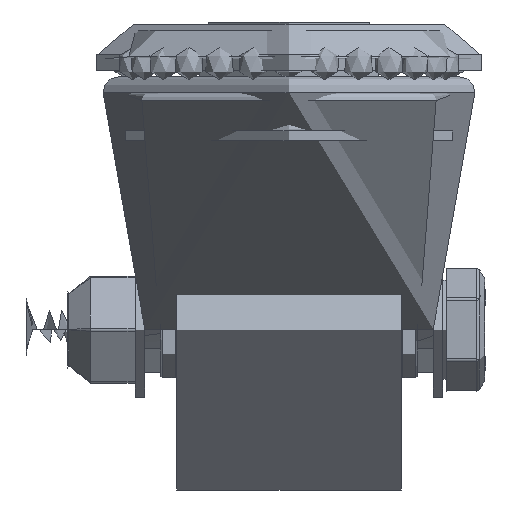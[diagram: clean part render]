
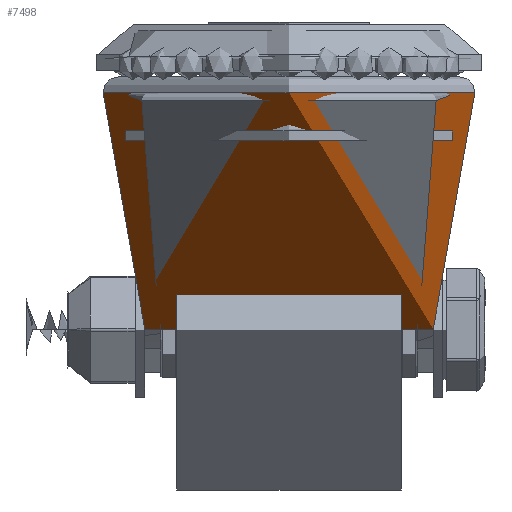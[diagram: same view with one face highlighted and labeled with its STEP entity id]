
A CAD part, left-side view. The second image highlights one B-rep face of the part: STEP entity #7498.
In plain terms, the highlighted cylindrical face has radius 29 mm (diameter 58 mm), a full revolution.
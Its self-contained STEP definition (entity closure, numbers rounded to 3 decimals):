
#95=B_SPLINE_CURVE_WITH_KNOTS('',3,(#12066,#12067,#12068,#12069,#12070,
#12071,#12072,#12073,#12074,#12075,#12076,#12077,#12078,#12079,#12080,#12081,
#12082,#12083,#12084,#12085,#12086,#12087,#12088,#12089,#12090,#12091,#12092,
#12093,#12094,#12095,#12096,#12097,#12098,#12099,#12100,#12101,#12102,#12103,
#12104,#12105,#12106,#12107,#12108,#12109,#12110,#12111,#12112,#12113,#12114,
#12115,#12116),.UNSPECIFIED.,.F.,.F.,(4,2,2,2,2,2,2,2,2,2,2,2,3,2,2,2,2,
2,2,2,2,2,2,2,4),(-7.002,-6.847,-6.109,
-5.372,-4.634,-4.029,-3.424,
-2.819,-2.214,-1.661,-1.107,
-0.554,0.,0.541,1.081,1.622,
2.162,2.78,3.398,4.016,4.634,
5.372,6.109,6.847,7.002),
 .UNSPECIFIED.);
#96=B_SPLINE_CURVE_WITH_KNOTS('',3,(#12126,#12127,#12128,#12129,#12130,
#12131,#12132,#12133,#12134,#12135,#12136,#12137),.UNSPECIFIED.,.F.,.F.,
(4,2,2,2,2,4),(-1.816,-1.768,-1.721,-1.626,
-1.487,-1.347),.UNSPECIFIED.);
#98=B_SPLINE_CURVE_WITH_KNOTS('',3,(#12155,#12156,#12157,#12158,#12159,
#12160,#12161,#12162,#12163,#12164,#12165,#12166),.UNSPECIFIED.,.F.,.F.,
(4,2,2,2,2,4),(0.,0.047,0.095,0.189,
0.329,0.469),.UNSPECIFIED.);
#1013=CYLINDRICAL_SURFACE('',#8267,29.);
#1217=FACE_OUTER_BOUND('',#1701,.T.);
#1701=EDGE_LOOP('',(#5369,#5370,#5371,#5372,#5373,#5374,#5375,#5376,#5377,
#5378));
#2215=LINE('',#12150,#2569);
#2216=LINE('',#12152,#2570);
#2217=LINE('',#12154,#2571);
#2569=VECTOR('',#9492,29.);
#2570=VECTOR('',#9495,1000.);
#2571=VECTOR('',#9496,1000.);
#2928=CIRCLE('',#8227,29.);
#2953=CIRCLE('',#8268,29.);
#2954=CIRCLE('',#8269,29.);
#3436=VERTEX_POINT('',#11781);
#3471=VERTEX_POINT('',#12063);
#3472=VERTEX_POINT('',#12065);
#3475=VERTEX_POINT('',#12123);
#3476=VERTEX_POINT('',#12125);
#3478=VERTEX_POINT('',#12147);
#3479=VERTEX_POINT('',#12148);
#3480=VERTEX_POINT('',#12153);
#4134=EDGE_CURVE('',#3436,#3436,#2928,.T.);
#4183=EDGE_CURVE('',#3472,#3471,#95,.F.);
#4188=EDGE_CURVE('',#3475,#3476,#96,.T.);
#4191=EDGE_CURVE('',#3478,#3479,#2953,.T.);
#4192=EDGE_CURVE('',#3479,#3436,#2215,.T.);
#4193=EDGE_CURVE('',#3479,#3476,#2954,.T.);
#4194=EDGE_CURVE('',#3472,#3475,#2216,.F.);
#4195=EDGE_CURVE('',#3471,#3480,#2217,.T.);
#4196=EDGE_CURVE('',#3478,#3480,#98,.F.);
#5369=ORIENTED_EDGE('',*,*,#4191,.T.);
#5370=ORIENTED_EDGE('',*,*,#4192,.T.);
#5371=ORIENTED_EDGE('',*,*,#4134,.F.);
#5372=ORIENTED_EDGE('',*,*,#4192,.F.);
#5373=ORIENTED_EDGE('',*,*,#4193,.T.);
#5374=ORIENTED_EDGE('',*,*,#4188,.F.);
#5375=ORIENTED_EDGE('',*,*,#4194,.F.);
#5376=ORIENTED_EDGE('',*,*,#4183,.T.);
#5377=ORIENTED_EDGE('',*,*,#4195,.T.);
#5378=ORIENTED_EDGE('',*,*,#4196,.F.);
#7498=ADVANCED_FACE('',(#1217),#1013,.T.);
#8227=AXIS2_PLACEMENT_3D('',#11782,#9391,#9392);
#8267=AXIS2_PLACEMENT_3D('',#12146,#9488,#9489);
#8268=AXIS2_PLACEMENT_3D('',#12149,#9490,#9491);
#8269=AXIS2_PLACEMENT_3D('',#12151,#9493,#9494);
#9391=DIRECTION('center_axis',(0.,0.,1.));
#9392=DIRECTION('ref_axis',(1.,0.,0.));
#9488=DIRECTION('center_axis',(0.,0.,-1.));
#9489=DIRECTION('ref_axis',(-1.,0.,0.));
#9490=DIRECTION('center_axis',(0.,0.,1.));
#9491=DIRECTION('ref_axis',(-1.,0.,0.));
#9492=DIRECTION('',(0.,0.,1.));
#9493=DIRECTION('center_axis',(0.,0.,1.));
#9494=DIRECTION('ref_axis',(-1.,0.,0.));
#9495=DIRECTION('',(0.,0.,-1.));
#9496=DIRECTION('',(0.,0.,1.));
#11781=CARTESIAN_POINT('',(29.,0.,-15.));
#11782=CARTESIAN_POINT('Origin',(0.,0.,
-15.));
#12063=CARTESIAN_POINT('',(18.296,-22.5,-51.894));
#12065=CARTESIAN_POINT('',(18.296,22.5,-51.894));
#12066=CARTESIAN_POINT('Ctrl Pts',(18.296,-22.5,-51.894));
#12067=CARTESIAN_POINT('Ctrl Pts',(17.968,-22.767,-51.556));
#12068=CARTESIAN_POINT('Ctrl Pts',(17.633,-23.028,-51.216));
#12069=CARTESIAN_POINT('Ctrl Pts',(15.669,-24.486,-49.248));
#12070=CARTESIAN_POINT('Ctrl Pts',(13.902,-25.534,-47.581));
#12071=CARTESIAN_POINT('Ctrl Pts',(10.159,-27.24,-44.294));
#12072=CARTESIAN_POINT('Ctrl Pts',(8.182,-27.899,-42.673));
#12073=CARTESIAN_POINT('Ctrl Pts',(4.129,-28.779,-39.581));
#12074=CARTESIAN_POINT('Ctrl Pts',(2.053,-29.,-38.112));
#12075=CARTESIAN_POINT('Ctrl Pts',(-1.683,-29.,-35.648));
#12076=CARTESIAN_POINT('Ctrl Pts',(-3.465,-28.851,-34.542));
#12077=CARTESIAN_POINT('Ctrl Pts',(-7.09,-28.18,
-32.436));
#12078=CARTESIAN_POINT('Ctrl Pts',(-8.932,-27.658,
-31.436));
#12079=CARTESIAN_POINT('Ctrl Pts',(-12.532,-26.224,-29.608));
#12080=CARTESIAN_POINT('Ctrl Pts',(-14.292,-25.311,
-28.778));
#12081=CARTESIAN_POINT('Ctrl Pts',(-17.592,-23.139,
-27.314));
#12082=CARTESIAN_POINT('Ctrl Pts',(-19.132,-21.88,
-26.68));
#12083=CARTESIAN_POINT('Ctrl Pts',(-21.764,-19.248,
-25.652));
#12084=CARTESIAN_POINT('Ctrl Pts',(-22.959,-17.818,
-25.213));
#12085=CARTESIAN_POINT('Ctrl Pts',(-25.081,-14.681,
-24.466));
#12086=CARTESIAN_POINT('Ctrl Pts',(-26.008,-12.974,
-24.158));
#12087=CARTESIAN_POINT('Ctrl Pts',(-27.503,-9.399,
-23.676));
#12088=CARTESIAN_POINT('Ctrl Pts',(-28.072,-7.526,
-23.501));
#12089=CARTESIAN_POINT('Ctrl Pts',(-28.821,-3.75,
-23.273));
#12090=CARTESIAN_POINT('Ctrl Pts',(-29.,-1.845,-23.22));
#12091=CARTESIAN_POINT('Ctrl Pts',(-29.,0.,-23.22));
#12092=CARTESIAN_POINT('Ctrl Pts',(-29.,1.802,-23.22));
#12093=CARTESIAN_POINT('Ctrl Pts',(-28.829,3.663,-23.27));
#12094=CARTESIAN_POINT('Ctrl Pts',(-28.114,7.36,-23.488));
#12095=CARTESIAN_POINT('Ctrl Pts',(-27.569,9.195,-23.656));
#12096=CARTESIAN_POINT('Ctrl Pts',(-26.137,12.706,-24.116));
#12097=CARTESIAN_POINT('Ctrl Pts',(-25.248,14.386,-24.41));
#12098=CARTESIAN_POINT('Ctrl Pts',(-23.212,17.483,-25.122));
#12099=CARTESIAN_POINT('Ctrl Pts',(-22.064,18.9,-25.54));
#12100=CARTESIAN_POINT('Ctrl Pts',(-19.472,21.582,-26.543));
#12101=CARTESIAN_POINT('Ctrl Pts',(-17.917,22.893,-27.177));
#12102=CARTESIAN_POINT('Ctrl Pts',(-14.572,25.154,-28.648));
#12103=CARTESIAN_POINT('Ctrl Pts',(-12.783,26.106,-29.486));
#12104=CARTESIAN_POINT('Ctrl Pts',(-9.118,27.6,-31.337));
#12105=CARTESIAN_POINT('Ctrl Pts',(-7.239,28.145,-32.352));
#12106=CARTESIAN_POINT('Ctrl Pts',(-3.54,28.845,-34.496));
#12107=CARTESIAN_POINT('Ctrl Pts',(-1.72,29.,-35.624));
#12108=CARTESIAN_POINT('Ctrl Pts',(2.053,29.,-38.112));
#12109=CARTESIAN_POINT('Ctrl Pts',(4.129,28.779,-39.581));
#12110=CARTESIAN_POINT('Ctrl Pts',(8.182,27.899,-42.673));
#12111=CARTESIAN_POINT('Ctrl Pts',(10.159,27.24,-44.294));
#12112=CARTESIAN_POINT('Ctrl Pts',(13.902,25.534,-47.581));
#12113=CARTESIAN_POINT('Ctrl Pts',(15.669,24.486,-49.248));
#12114=CARTESIAN_POINT('Ctrl Pts',(17.633,23.028,-51.216));
#12115=CARTESIAN_POINT('Ctrl Pts',(17.968,22.767,-51.556));
#12116=CARTESIAN_POINT('Ctrl Pts',(18.296,22.5,-51.894));
#12123=CARTESIAN_POINT('',(18.296,22.5,-23.5));
#12125=CARTESIAN_POINT('',(21.,20.,-21.));
#12126=CARTESIAN_POINT('Ctrl Pts',(18.296,22.5,-23.5));
#12127=CARTESIAN_POINT('Ctrl Pts',(18.296,22.5,-23.342));
#12128=CARTESIAN_POINT('Ctrl Pts',(18.315,22.485,-23.183));
#12129=CARTESIAN_POINT('Ctrl Pts',(18.387,22.426,-22.875));
#12130=CARTESIAN_POINT('Ctrl Pts',(18.441,22.382,-22.726));
#12131=CARTESIAN_POINT('Ctrl Pts',(18.64,22.216,-22.305));
#12132=CARTESIAN_POINT('Ctrl Pts',(18.827,22.059,-22.06));
#12133=CARTESIAN_POINT('Ctrl Pts',(19.296,21.652,-21.587));
#12134=CARTESIAN_POINT('Ctrl Pts',(19.632,21.35,-21.365));
#12135=CARTESIAN_POINT('Ctrl Pts',(20.324,20.692,-21.071));
#12136=CARTESIAN_POINT('Ctrl Pts',(20.679,20.337,-21.));
#12137=CARTESIAN_POINT('Ctrl Pts',(21.,20.,-21.));
#12146=CARTESIAN_POINT('Origin',(0.,0.,
-12.5));
#12147=CARTESIAN_POINT('',(21.,-20.,-21.));
#12148=CARTESIAN_POINT('',(29.,0.,-21.));
#12149=CARTESIAN_POINT('Origin',(0.,0.,
-21.));
#12150=CARTESIAN_POINT('',(29.,0.,-12.5));
#12151=CARTESIAN_POINT('Origin',(0.,0.,
-21.));
#12152=CARTESIAN_POINT('',(18.296,22.5,-12.5));
#12153=CARTESIAN_POINT('',(18.296,-22.5,-23.5));
#12154=CARTESIAN_POINT('',(18.296,-22.5,-12.5));
#12155=CARTESIAN_POINT('Ctrl Pts',(18.296,-22.5,-23.5));
#12156=CARTESIAN_POINT('Ctrl Pts',(18.296,-22.5,-23.342));
#12157=CARTESIAN_POINT('Ctrl Pts',(18.315,-22.485,-23.183));
#12158=CARTESIAN_POINT('Ctrl Pts',(18.387,-22.426,-22.875));
#12159=CARTESIAN_POINT('Ctrl Pts',(18.441,-22.382,-22.726));
#12160=CARTESIAN_POINT('Ctrl Pts',(18.64,-22.216,-22.305));
#12161=CARTESIAN_POINT('Ctrl Pts',(18.827,-22.059,-22.06));
#12162=CARTESIAN_POINT('Ctrl Pts',(19.296,-21.652,-21.587));
#12163=CARTESIAN_POINT('Ctrl Pts',(19.632,-21.35,-21.365));
#12164=CARTESIAN_POINT('Ctrl Pts',(20.324,-20.692,-21.071));
#12165=CARTESIAN_POINT('Ctrl Pts',(20.679,-20.337,-21.));
#12166=CARTESIAN_POINT('Ctrl Pts',(21.,-20.,-21.));
